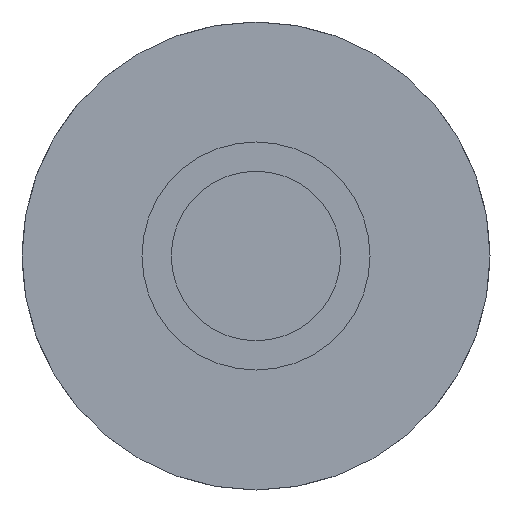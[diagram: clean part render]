
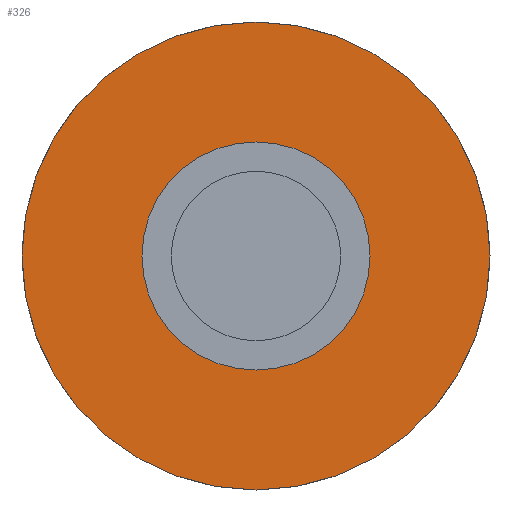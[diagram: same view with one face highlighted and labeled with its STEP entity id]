
A CAD part, front view. The second image highlights one B-rep face of the part: STEP entity #326.
In plain terms, the highlighted planar face has unit normal (0, -1, 0).
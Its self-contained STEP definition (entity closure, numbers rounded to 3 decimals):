
#6 = VERTEX_POINT ( 'NONE', #185 ) ;
#47 = CARTESIAN_POINT ( 'NONE',  ( 8., 1., 0. ) ) ;
#54 = EDGE_LOOP ( 'NONE', ( #193, #412 ) ) ;
#55 = CIRCLE ( 'NONE', #217, 3.9 ) ;
#59 = VERTEX_POINT ( 'NONE', #114 ) ;
#64 = CIRCLE ( 'NONE', #139, 3.9 ) ;
#85 = DIRECTION ( 'NONE',  ( 0., 1., 0. ) ) ;
#90 = DIRECTION ( 'NONE',  ( -1., 0., 0. ) ) ;
#93 = CIRCLE ( 'NONE', #382, 8. ) ;
#94 = EDGE_CURVE ( 'NONE', #363, #342, #64, .T. ) ;
#114 = CARTESIAN_POINT ( 'NONE',  ( -8., 1., 0. ) ) ;
#120 = EDGE_CURVE ( 'NONE', #342, #363, #55, .T. ) ;
#128 = DIRECTION ( 'NONE',  ( -1., 0., 0. ) ) ;
#130 = CARTESIAN_POINT ( 'NONE',  ( 0., 1., 0. ) ) ;
#136 = EDGE_CURVE ( 'NONE', #59, #6, #93, .T. ) ;
#139 = AXIS2_PLACEMENT_3D ( 'NONE', #427, #295, #128 ) ;
#141 = CARTESIAN_POINT ( 'NONE',  ( 3.9, 1., 0. ) ) ;
#165 = EDGE_CURVE ( 'NONE', #6, #59, #190, .T. ) ;
#167 = FACE_OUTER_BOUND ( 'NONE', #54, .T. ) ;
#182 = EDGE_LOOP ( 'NONE', ( #225, #375 ) ) ;
#185 = CARTESIAN_POINT ( 'NONE',  ( 8., 1., 0. ) ) ;
#190 = CIRCLE ( 'NONE', #277, 8. ) ;
#193 = ORIENTED_EDGE ( 'NONE', *, *, #136, .F. ) ;
#194 = DIRECTION ( 'NONE',  ( 0., 1., 0. ) ) ;
#197 = CARTESIAN_POINT ( 'NONE',  ( -3.9, 1., 0. ) ) ;
#207 = CARTESIAN_POINT ( 'NONE',  ( 0., 1., 0. ) ) ;
#217 = AXIS2_PLACEMENT_3D ( 'NONE', #130, #256, #393 ) ;
#225 = ORIENTED_EDGE ( 'NONE', *, *, #94, .T. ) ;
#256 = DIRECTION ( 'NONE',  ( 0., 1., 0. ) ) ;
#258 = CARTESIAN_POINT ( 'NONE',  ( 0., 1., 0. ) ) ;
#277 = AXIS2_PLACEMENT_3D ( 'NONE', #207, #85, #90 ) ;
#295 = DIRECTION ( 'NONE',  ( 0., 1., 0. ) ) ;
#326 = ADVANCED_FACE ( 'NONE', ( #167, #339 ), #331, .F. ) ;
#330 = DIRECTION ( 'NONE',  ( -1., 0., 0. ) ) ;
#331 = PLANE ( 'NONE',  #409 ) ;
#339 = FACE_BOUND ( 'NONE', #182, .T. ) ;
#342 = VERTEX_POINT ( 'NONE', #141 ) ;
#363 = VERTEX_POINT ( 'NONE', #197 ) ;
#369 = DIRECTION ( 'NONE',  ( -1., 0., 0. ) ) ;
#375 = ORIENTED_EDGE ( 'NONE', *, *, #120, .T. ) ;
#382 = AXIS2_PLACEMENT_3D ( 'NONE', #258, #194, #330 ) ;
#393 = DIRECTION ( 'NONE',  ( -1., 0., 0. ) ) ;
#407 = DIRECTION ( 'NONE',  ( 0., 1., 0. ) ) ;
#409 = AXIS2_PLACEMENT_3D ( 'NONE', #47, #407, #369 ) ;
#412 = ORIENTED_EDGE ( 'NONE', *, *, #165, .F. ) ;
#427 = CARTESIAN_POINT ( 'NONE',  ( 0., 1., 0. ) ) ;
